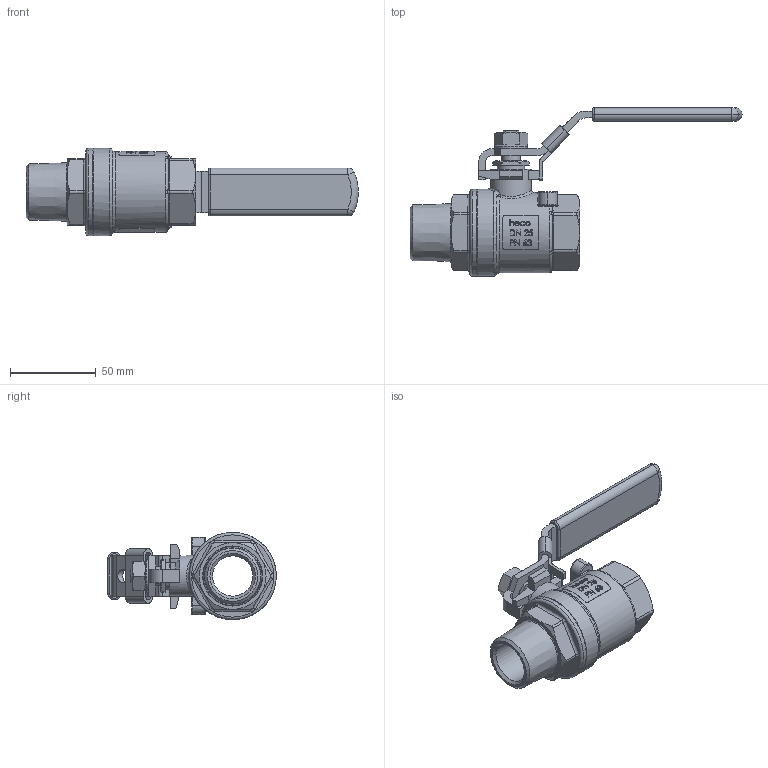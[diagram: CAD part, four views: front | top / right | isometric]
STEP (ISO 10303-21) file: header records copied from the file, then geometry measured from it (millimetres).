
FILE_DESCRIPTION (( 'STEP AP214' ), '1' );
FILE_NAME ('K2-100-0IA-4 Kugelhahn heco step214.STEP', '2012-11-22T12:44:29', ( 'test' ), ( '' ), 'SwSTEP 2.0', 'SolidWorks 2011', '' );
FILE_SCHEMA (( 'AUTOMOTIVE_DESIGN' ));
Length unit declared in the file: millimetre
Products named in the file (1): K2-100-0IA-4 Kugelhahn heco step214
Bounding box: 193.91 x 98.5 x 51 mm (x, y, z)
Volume: 137471.8 mm3; surface area: 38528.3 mm2
Topology: 1 solids, 1 shells, 725 faces, 1848 edges, 1178 vertices
Faces by surface type: plane 278, bspline 235, cylinder 142, cone 33, torus 33, sphere 4
Full cylindrical faces by diameter (mm): 8 x1, 11 x1, 15.88 x1, 19 x1, 23.6 x1, 24 x1, 30.39 x1, 47 x1, 51 x2
Entity records: 40670 total; most frequent: CARTESIAN_POINT 17033, ORIENTED_EDGE 3630, DIRECTION 2563, EDGE_CURVE 1815, VERTEX_POINT 1169, AXIS2_PLACEMENT_3D 880, EDGE_LOOP 810, LINE 803
